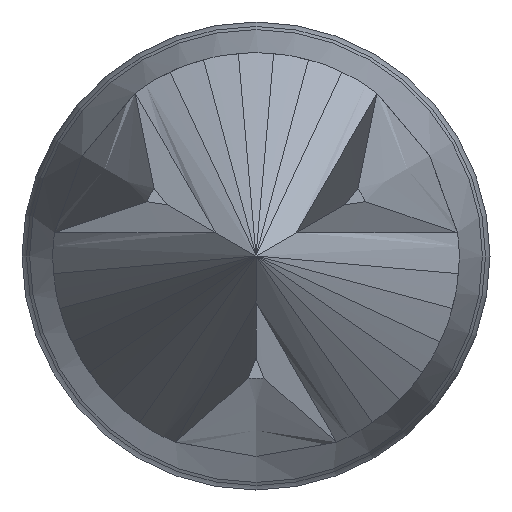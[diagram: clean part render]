
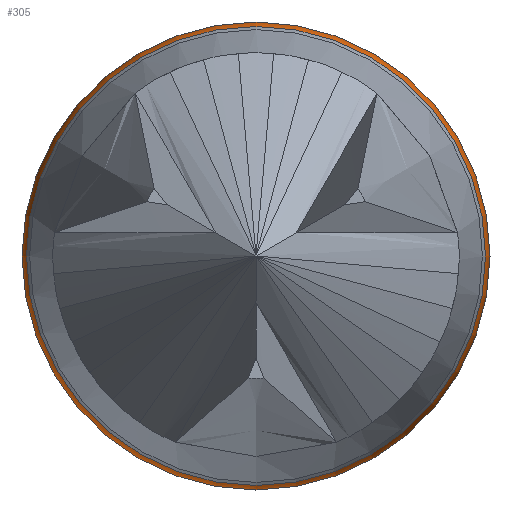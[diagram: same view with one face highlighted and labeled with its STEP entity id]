
A CAD part, left-side view. The second image highlights one B-rep face of the part: STEP entity #305.
In plain terms, the highlighted toroidal (fillet/blend) face has major radius 0.257 mm and minor radius 0.254 mm.
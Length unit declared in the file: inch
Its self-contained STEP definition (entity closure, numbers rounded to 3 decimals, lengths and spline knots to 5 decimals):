
#48 = CARTESIAN_POINT ( 'NONE',  ( 0.056, 0., 0. ) ) ;
#181 = TOROIDAL_SURFACE ( 'NONE', #368, 0.0101, 0.01 ) ;
#219 = EDGE_LOOP ( 'NONE', ( #323 ) ) ;
#305 = ADVANCED_FACE ( 'NONE', ( #1714, #2047 ), #181, .T. ) ;
#323 = ORIENTED_EDGE ( 'NONE', *, *, #1675, .F. ) ;
#368 = AXIS2_PLACEMENT_3D ( 'NONE', #1405, #556, #1067 ) ;
#404 = DIRECTION ( 'NONE',  ( -1., 0., 0. ) ) ;
#411 = DIRECTION ( 'NONE',  ( -1., 0., 0. ) ) ;
#556 = DIRECTION ( 'NONE',  ( -1., 0., 0. ) ) ;
#558 = CARTESIAN_POINT ( 'NONE',  ( 0.05325, -0.01972, 0. ) ) ;
#717 = AXIS2_PLACEMENT_3D ( 'NONE', #48, #404, #1038 ) ;
#745 = EDGE_CURVE ( 'NONE', #1528, #1528, #998, .T. ) ;
#894 = CARTESIAN_POINT ( 'NONE',  ( 0.056, -0.0201, 0. ) ) ;
#998 = CIRCLE ( 'NONE', #717, 0.0201 ) ;
#1038 = DIRECTION ( 'NONE',  ( 0., -1., 0. ) ) ;
#1067 = DIRECTION ( 'NONE',  ( 0., -1., 0. ) ) ;
#1178 = ORIENTED_EDGE ( 'NONE', *, *, #745, .T. ) ;
#1369 = CARTESIAN_POINT ( 'NONE',  ( 0.05325, 0., 0. ) ) ;
#1405 = CARTESIAN_POINT ( 'NONE',  ( 0.056, 0., 0. ) ) ;
#1479 = VERTEX_POINT ( 'NONE', #558 ) ;
#1528 = VERTEX_POINT ( 'NONE', #894 ) ;
#1556 = CIRCLE ( 'NONE', #1757, 0.01972 ) ;
#1675 = EDGE_CURVE ( 'NONE', #1479, #1479, #1556, .T. ) ;
#1710 = DIRECTION ( 'NONE',  ( 0., -1., 0. ) ) ;
#1714 = FACE_OUTER_BOUND ( 'NONE', #2003, .T. ) ;
#1757 = AXIS2_PLACEMENT_3D ( 'NONE', #1369, #411, #1710 ) ;
#2003 = EDGE_LOOP ( 'NONE', ( #1178 ) ) ;
#2047 = FACE_OUTER_BOUND ( 'NONE', #219, .T. ) ;
